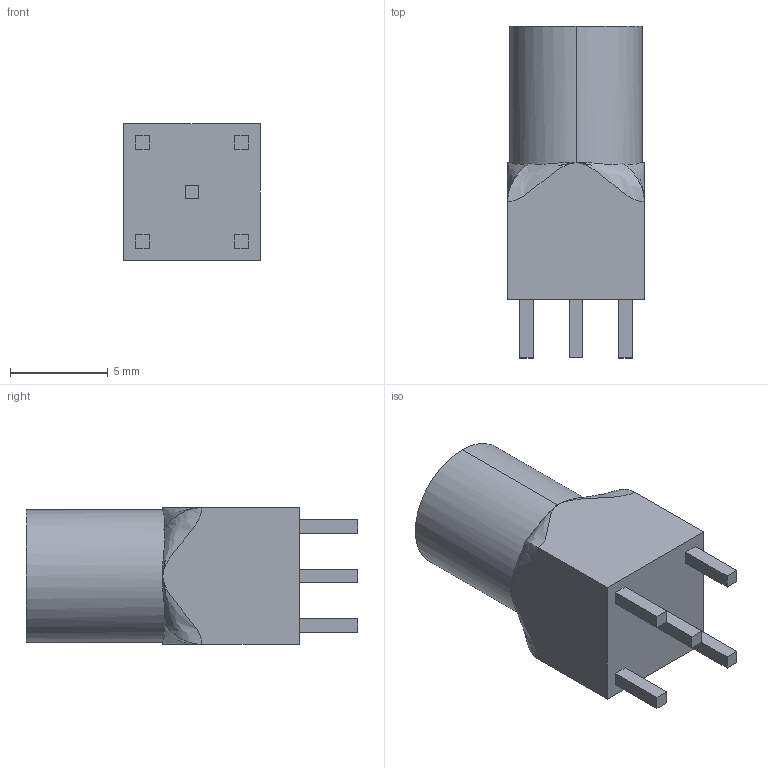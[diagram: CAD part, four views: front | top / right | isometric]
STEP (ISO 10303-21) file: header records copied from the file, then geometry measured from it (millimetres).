
FILE_DESCRIPTION (( 'STEP AP214' ), '1' );
FILE_NAME ('EPA.00.250.NTN.STEP', '2020-12-19T18:28:42', ( '' ), ( '' ), 'SwSTEP 2.0', 'SolidWorks 2019', '' );
FILE_SCHEMA (( 'AUTOMOTIVE_DESIGN' ));
Length unit declared in the file: inch
Products named in the file (1): EPA.00.250.NTN
Bounding box: 7 x 17 x 7 mm (x, y, z)
Volume: 452.3 mm3; surface area: 656.2 mm2
Topology: 1 solids, 1 shells, 50 faces, 116 edges, 76 vertices
Faces by surface type: plane 38, cylinder 8, bspline 4
Entity records: 2345 total; most frequent: CARTESIAN_POINT 559, ORIENTED_EDGE 232, DIRECTION 210, EDGE_CURVE 116, VECTOR 76, LINE 76, VERTEX_POINT 76, AXIS2_PLACEMENT_3D 67
